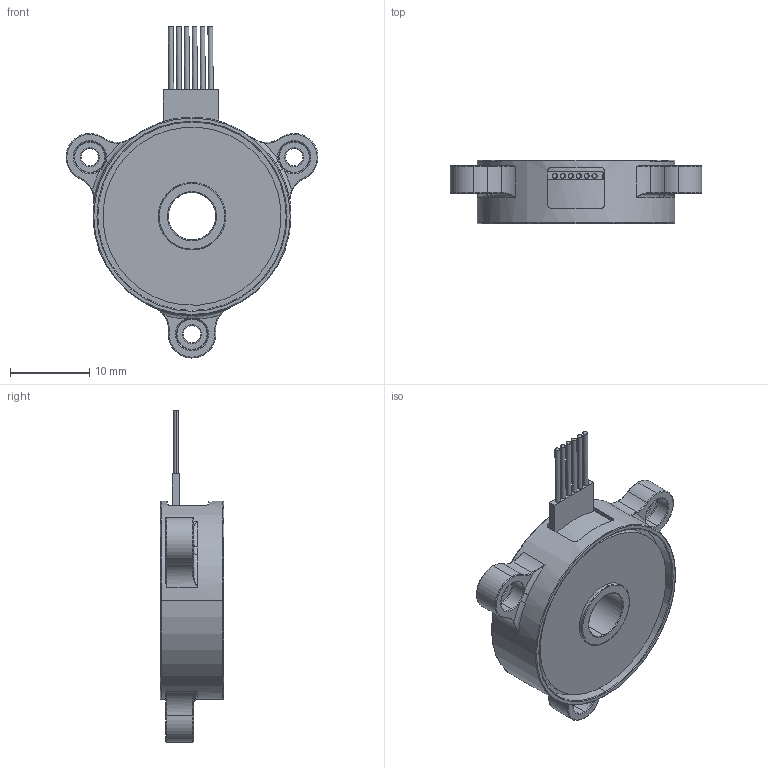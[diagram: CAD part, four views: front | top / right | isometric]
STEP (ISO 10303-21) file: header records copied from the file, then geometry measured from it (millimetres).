
FILE_DESCRIPTION (( 'STEP AP214' ), '1' );
FILE_NAME ('CAS25 20230927.STEP', '2023-09-28T02:46:29', ( '' ), ( '' ), 'SwSTEP 2.0', 'SolidWorks 2018', '' );
FILE_SCHEMA (( 'AUTOMOTIVE_DESIGN' ));
Length unit declared in the file: millimetre
Products named in the file (1): CAS25 20230927
Bounding box: 31.8 x 8 x 41.92 mm (x, y, z)
Volume: 3475.8 mm3; surface area: 3477 mm2
Topology: 3 solids, 3 shells, 182 faces, 420 edges, 254 vertices
Faces by surface type: cylinder 64, torus 63, plane 35, bspline 18, cone 2
Entity records: 6795 total; most frequent: CARTESIAN_POINT 1393, DIRECTION 976, ORIENTED_EDGE 828, AXIS2_PLACEMENT_3D 445, EDGE_CURVE 414, CIRCLE 280, VERTEX_POINT 254, EDGE_LOOP 210
